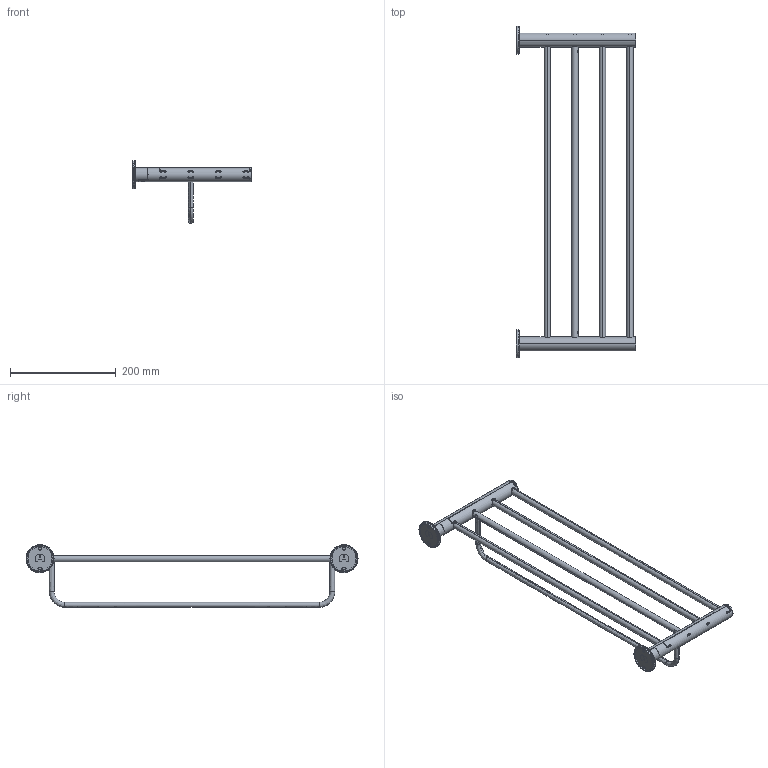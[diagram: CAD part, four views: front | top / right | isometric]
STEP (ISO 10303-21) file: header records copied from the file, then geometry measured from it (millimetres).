
FILE_DESCRIPTION (( 'STEP AP203' ), '1' );
FILE_NAME ('ASM35.stp', '2021-05-14T05:23:20', ( '' ), ( '' ), 'SwSTEP 2.0', 'SolidWorks 2021', '' );
FILE_SCHEMA (( 'CONFIG_CONTROL_DESIGN' ));
Length unit declared in the file: millimetre
Products named in the file (14): PQ35000; PQ3282_2; PQ3222; PQ3241_ASM; PQ324101; PQ3281_2; ASM35; PQ3281; Q3P_ASM; PQ3282; PLSDJ0507; PQ35020; PQ324102; PQ3002
Assembly tree (17 placements, depth 3):
  ASM35
    PQ3222  x3
    PQ3281_2
    PQ3281
    PQ3282_2
    PQ3282
    PQ3002  x2
    PQ3241_ASM
      PQ324102
      PQ324101
    Q3P_ASM  x2
      PQ35020
      PQ35000
      PLSDJ0507
Bounding box: 225.7 x 627 x 118.25 mm (x, y, z)
Volume: 155434 mm3; surface area: 342612.3 mm2
Topology: 15 solids, 17 shells, 1352 faces, 3362 edges, 1976 vertices
Faces by surface type: cylinder 564, bspline 546, plane 186, cone 54, torus 2
Entity records: 40408 total; most frequent: CARTESIAN_POINT 23995, ORIENTED_EDGE 3482, DIRECTION 2624, EDGE_CURVE 1745, AXIS2_PLACEMENT_3D 1059, VERTEX_POINT 1056, EDGE_LOOP 775, ADVANCED_FACE 719
